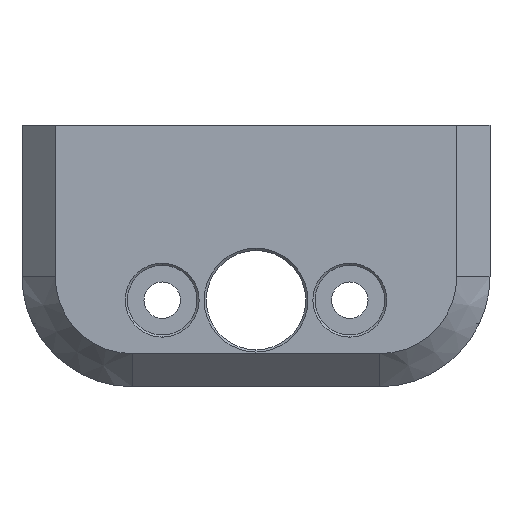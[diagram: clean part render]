
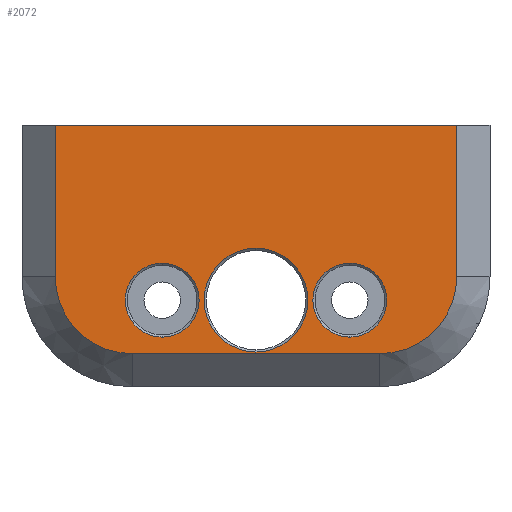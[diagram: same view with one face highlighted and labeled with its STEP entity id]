
A CAD part, left-side view. The second image highlights one B-rep face of the part: STEP entity #2072.
In plain terms, the highlighted planar face has unit normal (-1, 0, 0).
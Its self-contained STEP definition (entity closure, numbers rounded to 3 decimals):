
#90 = EDGE_CURVE ( 'NONE', #484, #1684, #1695, .T. ) ;
#93 = AXIS2_PLACEMENT_3D ( 'NONE', #858, #444, #1756 ) ;
#136 = FACE_BOUND ( 'NONE', #515, .T. ) ;
#138 = VERTEX_POINT ( 'NONE', #1800 ) ;
#190 = ORIENTED_EDGE ( 'NONE', *, *, #965, .T. ) ;
#198 = DIRECTION ( 'NONE',  ( 0., 0., 1. ) ) ;
#315 = CARTESIAN_POINT ( 'NONE',  ( -3., 31.527, -10.7 ) ) ;
#325 = DIRECTION ( 'NONE',  ( 0., 0., 1. ) ) ;
#358 = AXIS2_PLACEMENT_3D ( 'NONE', #626, #2148, #839 ) ;
#386 = DIRECTION ( 'NONE',  ( 1., 0., 0. ) ) ;
#425 = EDGE_CURVE ( 'NONE', #1519, #1710, #908, .T. ) ;
#444 = DIRECTION ( 'NONE',  ( 1., 0., 0. ) ) ;
#455 = DIRECTION ( 'NONE',  ( 0., 1., 0. ) ) ;
#484 = VERTEX_POINT ( 'NONE', #2663 ) ;
#510 = LINE ( 'NONE', #1588, #2741 ) ;
#515 = EDGE_LOOP ( 'NONE', ( #666, #2634 ) ) ;
#518 = CARTESIAN_POINT ( 'NONE',  ( -3., -4.873, 3. ) ) ;
#578 = ORIENTED_EDGE ( 'NONE', *, *, #646, .T. ) ;
#587 = ORIENTED_EDGE ( 'NONE', *, *, #1245, .T. ) ;
#623 = DIRECTION ( 'NONE',  ( 0., 0., 1. ) ) ;
#626 = CARTESIAN_POINT ( 'NONE',  ( -3., 0., 0. ) ) ;
#627 = CARTESIAN_POINT ( 'NONE',  ( -3., 4.827, -12.85 ) ) ;
#632 = VERTEX_POINT ( 'NONE', #2553 ) ;
#642 = CIRCLE ( 'NONE', #1493, 7. ) ;
#646 = EDGE_CURVE ( 'NONE', #1532, #484, #2167, .T. ) ;
#666 = ORIENTED_EDGE ( 'NONE', *, *, #425, .T. ) ;
#717 = DIRECTION ( 'NONE',  ( 1., 0., 0. ) ) ;
#739 = CARTESIAN_POINT ( 'NONE',  ( -3., 13.327, -8.15 ) ) ;
#786 = VERTEX_POINT ( 'NONE', #845 ) ;
#820 = DIRECTION ( 'NONE',  ( 0., 0., 1. ) ) ;
#822 = DIRECTION ( 'NONE',  ( 0., 0., 1. ) ) ;
#839 = DIRECTION ( 'NONE',  ( 0., 0., 1. ) ) ;
#845 = CARTESIAN_POINT ( 'NONE',  ( -3., 4.827, -9.5 ) ) ;
#858 = CARTESIAN_POINT ( 'NONE',  ( -3., 4.827, -12.85 ) ) ;
#894 = EDGE_CURVE ( 'NONE', #1684, #138, #1293, .T. ) ;
#908 = CIRCLE ( 'NONE', #1859, 3.35 ) ;
#911 = CARTESIAN_POINT ( 'NONE',  ( -3., 24.527, -10.7 ) ) ;
#914 = VERTEX_POINT ( 'NONE', #2186 ) ;
#965 = EDGE_CURVE ( 'NONE', #978, #1532, #510, .T. ) ;
#978 = VERTEX_POINT ( 'NONE', #2484 ) ;
#982 = VECTOR ( 'NONE', #1835, 1000. ) ;
#1030 = VERTEX_POINT ( 'NONE', #739 ) ;
#1046 = ORIENTED_EDGE ( 'NONE', *, *, #1857, .T. ) ;
#1065 = CARTESIAN_POINT ( 'NONE',  ( -3., 21.827, -12.85 ) ) ;
#1074 = AXIS2_PLACEMENT_3D ( 'NONE', #1253, #1950, #822 ) ;
#1091 = VERTEX_POINT ( 'NONE', #315 ) ;
#1120 = ORIENTED_EDGE ( 'NONE', *, *, #2645, .T. ) ;
#1128 = FACE_BOUND ( 'NONE', #1775, .T. ) ;
#1187 = EDGE_LOOP ( 'NONE', ( #1046, #2586 ) ) ;
#1195 = CIRCLE ( 'NONE', #1211, 3.35 ) ;
#1211 = AXIS2_PLACEMENT_3D ( 'NONE', #1065, #2355, #623 ) ;
#1245 = EDGE_CURVE ( 'NONE', #1091, #978, #642, .T. ) ;
#1253 = CARTESIAN_POINT ( 'NONE',  ( -3., 2.127, -10.7 ) ) ;
#1265 = CIRCLE ( 'NONE', #93, 3.35 ) ;
#1267 = CARTESIAN_POINT ( 'NONE',  ( -3., 21.827, -12.85 ) ) ;
#1293 = LINE ( 'NONE', #2641, #2807 ) ;
#1296 = CARTESIAN_POINT ( 'NONE',  ( -3., 21.827, -9.5 ) ) ;
#1381 = DIRECTION ( 'NONE',  ( 0., 0., 1. ) ) ;
#1395 = CIRCLE ( 'NONE', #2413, 4.7 ) ;
#1413 = DIRECTION ( 'NONE',  ( 1., 0., 0. ) ) ;
#1419 = CARTESIAN_POINT ( 'NONE',  ( -3., 13.327, -12.85 ) ) ;
#1470 = ORIENTED_EDGE ( 'NONE', *, *, #1949, .T. ) ;
#1488 = LINE ( 'NONE', #2041, #982 ) ;
#1493 = AXIS2_PLACEMENT_3D ( 'NONE', #911, #1820, #1381 ) ;
#1519 = VERTEX_POINT ( 'NONE', #1296 ) ;
#1521 = FACE_BOUND ( 'NONE', #1187, .T. ) ;
#1529 = ORIENTED_EDGE ( 'NONE', *, *, #2550, .T. ) ;
#1532 = VERTEX_POINT ( 'NONE', #2593 ) ;
#1588 = CARTESIAN_POINT ( 'NONE',  ( -3., 2.127, -17.7 ) ) ;
#1590 = CARTESIAN_POINT ( 'NONE',  ( -3., -4.873, 3. ) ) ;
#1609 = CARTESIAN_POINT ( 'NONE',  ( -3., 13.327, -12.85 ) ) ;
#1667 = FACE_OUTER_BOUND ( 'NONE', #2755, .T. ) ;
#1684 = VERTEX_POINT ( 'NONE', #518 ) ;
#1695 = LINE ( 'NONE', #1590, #2359 ) ;
#1710 = VERTEX_POINT ( 'NONE', #2715 ) ;
#1756 = DIRECTION ( 'NONE',  ( 0., 0., 1. ) ) ;
#1758 = EDGE_CURVE ( 'NONE', #1710, #1519, #1195, .T. ) ;
#1775 = EDGE_LOOP ( 'NONE', ( #1529, #1470 ) ) ;
#1800 = CARTESIAN_POINT ( 'NONE',  ( -3., 31.527, 3. ) ) ;
#1820 = DIRECTION ( 'NONE',  ( -1., 0., 0. ) ) ;
#1835 = DIRECTION ( 'NONE',  ( 0., 0., -1. ) ) ;
#1857 = EDGE_CURVE ( 'NONE', #786, #632, #1265, .T. ) ;
#1859 = AXIS2_PLACEMENT_3D ( 'NONE', #1267, #386, #820 ) ;
#1948 = DIRECTION ( 'NONE',  ( 1., 0., 0. ) ) ;
#1949 = EDGE_CURVE ( 'NONE', #914, #1030, #1395, .T. ) ;
#1950 = DIRECTION ( 'NONE',  ( -1., 0., 0. ) ) ;
#1958 = PLANE ( 'NONE',  #358 ) ;
#2018 = DIRECTION ( 'NONE',  ( 0., -1., 0. ) ) ;
#2041 = CARTESIAN_POINT ( 'NONE',  ( -3., 31.527, -10.7 ) ) ;
#2072 = ADVANCED_FACE ( 'NONE', ( #1667, #136, #1521, #1128 ), #1958, .T. ) ;
#2148 = DIRECTION ( 'NONE',  ( -1., 0., 0. ) ) ;
#2159 = AXIS2_PLACEMENT_3D ( 'NONE', #627, #1948, #198 ) ;
#2167 = CIRCLE ( 'NONE', #1074, 7. ) ;
#2171 = CIRCLE ( 'NONE', #2159, 3.35 ) ;
#2186 = CARTESIAN_POINT ( 'NONE',  ( -3., 13.327, -17.55 ) ) ;
#2311 = ORIENTED_EDGE ( 'NONE', *, *, #894, .T. ) ;
#2318 = EDGE_CURVE ( 'NONE', #632, #786, #2171, .T. ) ;
#2355 = DIRECTION ( 'NONE',  ( 1., 0., 0. ) ) ;
#2359 = VECTOR ( 'NONE', #2797, 1000. ) ;
#2413 = AXIS2_PLACEMENT_3D ( 'NONE', #1419, #1413, #325 ) ;
#2450 = DIRECTION ( 'NONE',  ( 0., 0., 1. ) ) ;
#2483 = ORIENTED_EDGE ( 'NONE', *, *, #90, .T. ) ;
#2484 = CARTESIAN_POINT ( 'NONE',  ( -3., 24.527, -17.7 ) ) ;
#2495 = CIRCLE ( 'NONE', #2742, 4.7 ) ;
#2550 = EDGE_CURVE ( 'NONE', #1030, #914, #2495, .T. ) ;
#2553 = CARTESIAN_POINT ( 'NONE',  ( -3., 4.827, -16.2 ) ) ;
#2586 = ORIENTED_EDGE ( 'NONE', *, *, #2318, .T. ) ;
#2593 = CARTESIAN_POINT ( 'NONE',  ( -3., 2.127, -17.7 ) ) ;
#2634 = ORIENTED_EDGE ( 'NONE', *, *, #1758, .T. ) ;
#2641 = CARTESIAN_POINT ( 'NONE',  ( -3., -7.873, 3. ) ) ;
#2645 = EDGE_CURVE ( 'NONE', #138, #1091, #1488, .T. ) ;
#2663 = CARTESIAN_POINT ( 'NONE',  ( -3., -4.873, -10.7 ) ) ;
#2715 = CARTESIAN_POINT ( 'NONE',  ( -3., 21.827, -16.2 ) ) ;
#2741 = VECTOR ( 'NONE', #2018, 1000. ) ;
#2742 = AXIS2_PLACEMENT_3D ( 'NONE', #1609, #717, #2450 ) ;
#2755 = EDGE_LOOP ( 'NONE', ( #2311, #1120, #587, #190, #578, #2483 ) ) ;
#2797 = DIRECTION ( 'NONE',  ( 0., 0., 1. ) ) ;
#2807 = VECTOR ( 'NONE', #455, 1000. ) ;
